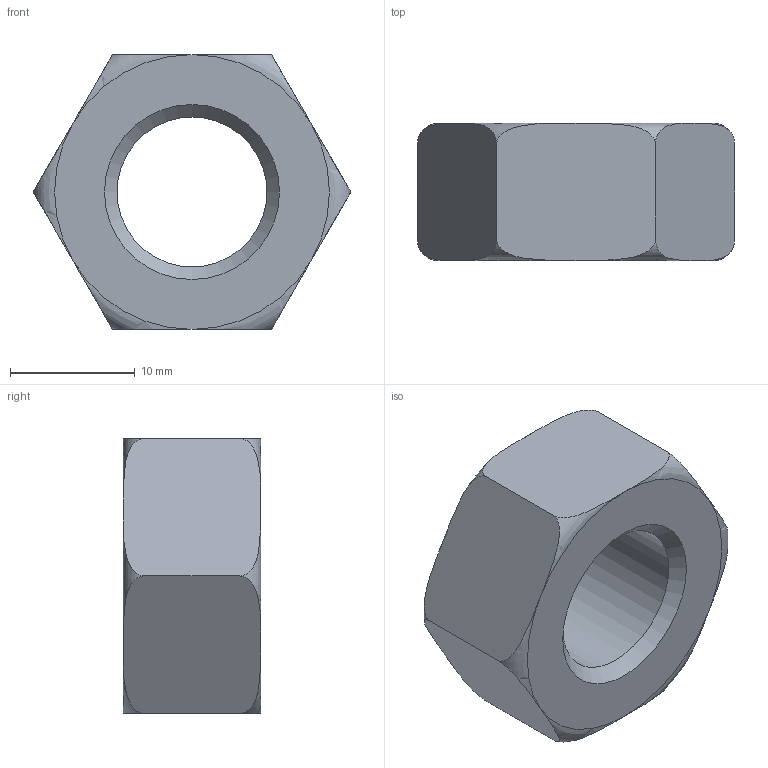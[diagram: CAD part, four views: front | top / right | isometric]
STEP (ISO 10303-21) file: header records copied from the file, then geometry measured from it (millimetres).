
FILE_DESCRIPTION (( 'STEP AP214' ), '1' );
FILE_NAME ('DIN 934 Nut M14.STEP', '2023-02-24T13:01:09', ( '' ), ( '' ), 'SwSTEP 2.0', 'SolidWorks 2020', '' );
FILE_SCHEMA (( 'AUTOMOTIVE_DESIGN' ));
Length unit declared in the file: millimetre
Products named in the file (1): DIN 934 Nut M14
Bounding box: 25.4 x 11 x 22 mm (x, y, z)
Volume: 3316 mm3; surface area: 1798.8 mm2
Topology: 1 solids, 1 shells, 23 faces, 49 edges, 28 vertices
Faces by surface type: torus 12, plane 8, cone 2, cylinder 1
Full cylindrical faces by diameter (mm): 12 x1
Entity records: 985 total; most frequent: CARTESIAN_POINT 490, ORIENTED_EDGE 92, DIRECTION 86, EDGE_CURVE 46, AXIS2_PLACEMENT_3D 40, EDGE_LOOP 28, VERTEX_POINT 28, B_SPLINE_CURVE_WITH_KNOTS 24
